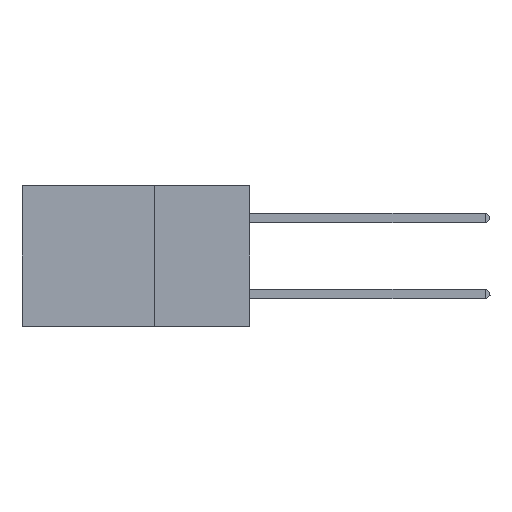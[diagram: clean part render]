
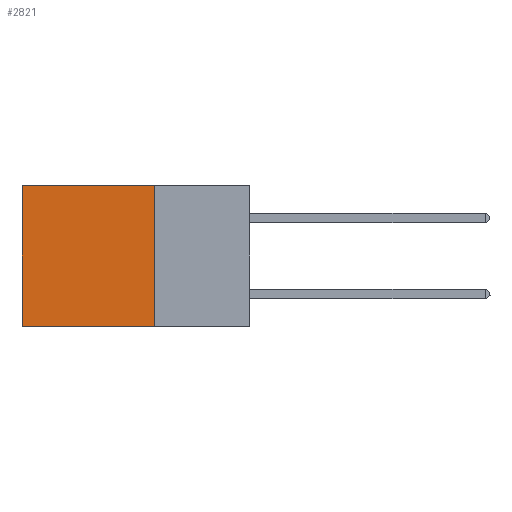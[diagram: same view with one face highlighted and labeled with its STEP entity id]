
A CAD part, left-side view. The second image highlights one B-rep face of the part: STEP entity #2821.
In plain terms, the highlighted planar face has unit normal (-1, 0, 0).
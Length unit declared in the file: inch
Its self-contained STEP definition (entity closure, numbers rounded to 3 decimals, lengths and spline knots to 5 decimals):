
#1154 = EDGE_CURVE ( 'NONE', #19503, #19339, #11468, .T. ) ;
#2206 = CARTESIAN_POINT ( 'NONE',  ( 0.2875, 0.25, 0. ) ) ;
#2251 = CARTESIAN_POINT ( 'NONE',  ( 0.2875, 0.25, -0.37 ) ) ;
#2547 = CARTESIAN_POINT ( 'NONE',  ( 0.2875, 0.6, -0.37 ) ) ;
#2821 = ADVANCED_FACE ( 'NONE', ( #8057 ), #18598, .F. ) ;
#4085 = ORIENTED_EDGE ( 'NONE', *, *, #11125, .F. ) ;
#4483 = DIRECTION ( 'NONE',  ( 0., 0., -1. ) ) ;
#5035 = CARTESIAN_POINT ( 'NONE',  ( 0.2875, 0.25, -0.37 ) ) ;
#5217 = EDGE_CURVE ( 'NONE', #19339, #13035, #23779, .T. ) ;
#6317 = EDGE_CURVE ( 'NONE', #19503, #18062, #12278, .T. ) ;
#7617 = LINE ( 'NONE', #2251, #14034 ) ;
#7826 = CARTESIAN_POINT ( 'NONE',  ( 0.2875, 0.6, 0. ) ) ;
#8057 = FACE_OUTER_BOUND ( 'NONE', #12906, .T. ) ;
#9072 = CARTESIAN_POINT ( 'NONE',  ( 0.2875, 0.25, 0. ) ) ;
#11125 = EDGE_CURVE ( 'NONE', #18062, #13035, #7617, .T. ) ;
#11468 = LINE ( 'NONE', #19456, #19223 ) ;
#12081 = CARTESIAN_POINT ( 'NONE',  ( 0.2875, 0.25, 0. ) ) ;
#12278 = LINE ( 'NONE', #9072, #23371 ) ;
#12906 = EDGE_LOOP ( 'NONE', ( #24386, #4085, #14479, #14128 ) ) ;
#13035 = VERTEX_POINT ( 'NONE', #2547 ) ;
#13176 = DIRECTION ( 'NONE',  ( 0., 1., 0. ) ) ;
#14034 = VECTOR ( 'NONE', #13176, 39.37008 ) ;
#14128 = ORIENTED_EDGE ( 'NONE', *, *, #1154, .T. ) ;
#14479 = ORIENTED_EDGE ( 'NONE', *, *, #6317, .F. ) ;
#14965 = DIRECTION ( 'NONE',  ( 0., 0., -1. ) ) ;
#18062 = VERTEX_POINT ( 'NONE', #5035 ) ;
#18598 = PLANE ( 'NONE',  #23427 ) ;
#19084 = DIRECTION ( 'NONE',  ( 0., 1., 0. ) ) ;
#19223 = VECTOR ( 'NONE', #19084, 39.37008 ) ;
#19339 = VERTEX_POINT ( 'NONE', #20355 ) ;
#19456 = CARTESIAN_POINT ( 'NONE',  ( 0.2875, 0.25, 0. ) ) ;
#19503 = VERTEX_POINT ( 'NONE', #12081 ) ;
#20355 = CARTESIAN_POINT ( 'NONE',  ( 0.2875, 0.6, 0. ) ) ;
#22577 = DIRECTION ( 'NONE',  ( 0., 0., -1. ) ) ;
#23371 = VECTOR ( 'NONE', #4483, 39.37008 ) ;
#23427 = AXIS2_PLACEMENT_3D ( 'NONE', #2206, #23476, #14965 ) ;
#23476 = DIRECTION ( 'NONE',  ( 1., 0., 0. ) ) ;
#23779 = LINE ( 'NONE', #7826, #27457 ) ;
#24386 = ORIENTED_EDGE ( 'NONE', *, *, #5217, .T. ) ;
#27457 = VECTOR ( 'NONE', #22577, 39.37008 ) ;
